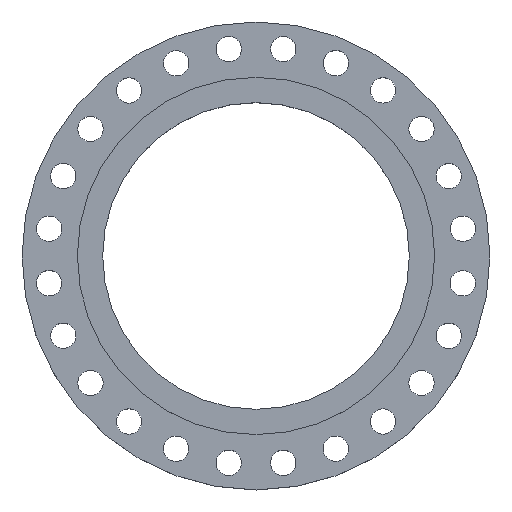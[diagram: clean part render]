
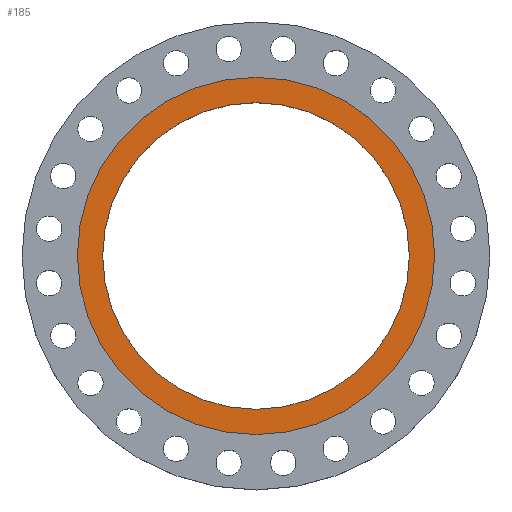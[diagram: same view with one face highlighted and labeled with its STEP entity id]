
A CAD part, top view. The second image highlights one B-rep face of the part: STEP entity #185.
In plain terms, the highlighted planar face has unit normal (0, 0, 1).
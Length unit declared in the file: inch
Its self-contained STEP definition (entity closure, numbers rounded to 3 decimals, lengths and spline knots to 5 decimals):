
#103 = CARTESIAN_POINT ( 'NONE',  ( 0., 0., 0. ) ) ;
#141 = AXIS2_PLACEMENT_3D ( 'NONE', #1554, #865, #999 ) ;
#185 = ADVANCED_FACE ( 'NONE', ( #1029, #1041 ), #1175, .T. ) ;
#203 = VERTEX_POINT ( 'NONE', #1060 ) ;
#226 = ORIENTED_EDGE ( 'NONE', *, *, #250, .T. ) ;
#249 = DIRECTION ( 'NONE',  ( 0., 0., 1. ) ) ;
#250 = EDGE_CURVE ( 'NONE', #203, #699, #1875, .T. ) ;
#285 = CARTESIAN_POINT ( 'NONE',  ( 0., 0., 0. ) ) ;
#292 = EDGE_LOOP ( 'NONE', ( #226, #608 ) ) ;
#297 = AXIS2_PLACEMENT_3D ( 'NONE', #683, #728, #1381 ) ;
#593 = VERTEX_POINT ( 'NONE', #911 ) ;
#608 = ORIENTED_EDGE ( 'NONE', *, *, #2154, .T. ) ;
#659 = VERTEX_POINT ( 'NONE', #1429 ) ;
#683 = CARTESIAN_POINT ( 'NONE',  ( 0., 0., 0. ) ) ;
#699 = VERTEX_POINT ( 'NONE', #1992 ) ;
#711 = AXIS2_PLACEMENT_3D ( 'NONE', #285, #1812, #1983 ) ;
#728 = DIRECTION ( 'NONE',  ( 0., 0., 1. ) ) ;
#736 = EDGE_CURVE ( 'NONE', #659, #593, #1646, .T. ) ;
#784 = DIRECTION ( 'NONE',  ( 1., 0., 0. ) ) ;
#865 = DIRECTION ( 'NONE',  ( 0., 0., 1. ) ) ;
#911 = CARTESIAN_POINT ( 'NONE',  ( -12.125, 0., 0. ) ) ;
#999 = DIRECTION ( 'NONE',  ( 1., 0., 0. ) ) ;
#1029 = FACE_BOUND ( 'NONE', #1372, .T. ) ;
#1041 = FACE_OUTER_BOUND ( 'NONE', #292, .T. ) ;
#1060 = CARTESIAN_POINT ( 'NONE',  ( 14.125, 0., 0. ) ) ;
#1128 = AXIS2_PLACEMENT_3D ( 'NONE', #1852, #1809, #784 ) ;
#1175 = PLANE ( 'NONE',  #1128 ) ;
#1250 = CIRCLE ( 'NONE', #297, 12.125 ) ;
#1258 = EDGE_CURVE ( 'NONE', #593, #659, #1250, .T. ) ;
#1349 = ORIENTED_EDGE ( 'NONE', *, *, #736, .F. ) ;
#1372 = EDGE_LOOP ( 'NONE', ( #1349, #1747 ) ) ;
#1381 = DIRECTION ( 'NONE',  ( 1., 0., 0. ) ) ;
#1429 = CARTESIAN_POINT ( 'NONE',  ( 12.125, 0., 0. ) ) ;
#1441 = CIRCLE ( 'NONE', #1541, 14.125 ) ;
#1541 = AXIS2_PLACEMENT_3D ( 'NONE', #103, #249, #1596 ) ;
#1554 = CARTESIAN_POINT ( 'NONE',  ( 0., 0., 0. ) ) ;
#1596 = DIRECTION ( 'NONE',  ( 1., 0., 0. ) ) ;
#1646 = CIRCLE ( 'NONE', #711, 12.125 ) ;
#1747 = ORIENTED_EDGE ( 'NONE', *, *, #1258, .F. ) ;
#1809 = DIRECTION ( 'NONE',  ( 0., 0., 1. ) ) ;
#1812 = DIRECTION ( 'NONE',  ( 0., 0., 1. ) ) ;
#1852 = CARTESIAN_POINT ( 'NONE',  ( 0., 0., 0. ) ) ;
#1875 = CIRCLE ( 'NONE', #141, 14.125 ) ;
#1983 = DIRECTION ( 'NONE',  ( 1., 0., 0. ) ) ;
#1992 = CARTESIAN_POINT ( 'NONE',  ( -14.125, 0., 0. ) ) ;
#2154 = EDGE_CURVE ( 'NONE', #699, #203, #1441, .T. ) ;
